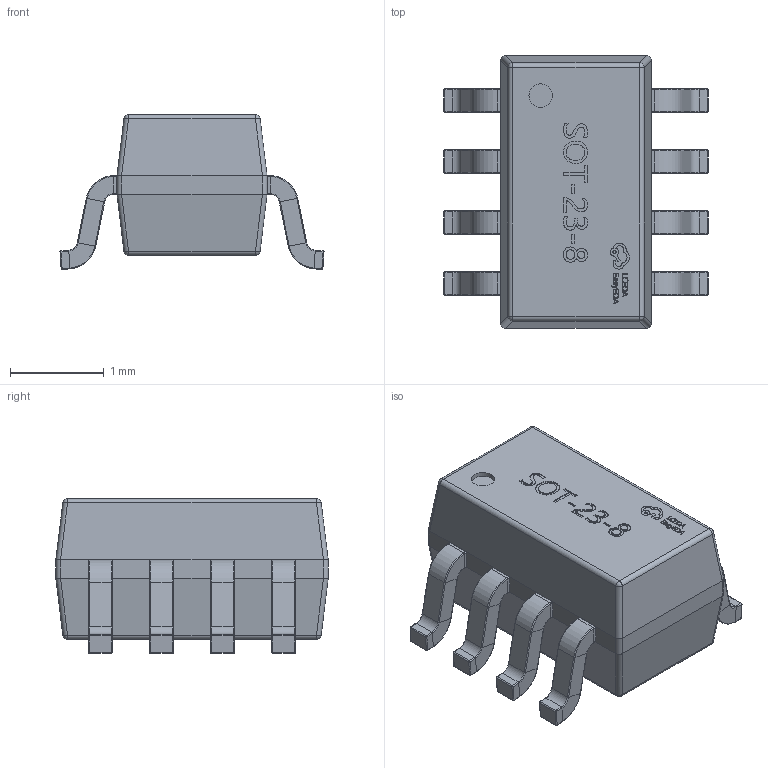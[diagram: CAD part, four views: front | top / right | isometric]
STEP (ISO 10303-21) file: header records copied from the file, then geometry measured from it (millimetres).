
FILE_DESCRIPTION (( 'STEP AP214' ), '1' );
FILE_NAME ('SOT-23-8_L2.9-W1.6-H1.5-LS2.8-P0.65.step', '2022-07-26T11:07:26', ( '' ), ( '' ), 'SwSTEP 2.0', 'SolidWorks 2020', '' );
FILE_SCHEMA (( 'AUTOMOTIVE_DESIGN' ));
Length unit declared in the file: millimetre
Products named in the file (1): SOT-23-8_L2.9-W1.6-H1.5-LS2.8-P0.65
Bounding box: 2.81 x 2.9 x 1.65 mm (x, y, z)
Volume: 6.9 mm3; surface area: 29.7 mm2
Topology: 22 solids, 22 shells, 839 faces, 1976 edges, 1184 vertices
Faces by surface type: plane 377, cylinder 182, bspline 168, torus 64, sphere 48
Entity records: 37282 total; most frequent: CARTESIAN_POINT 9800, ORIENTED_EDGE 3888, DIRECTION 3352, EDGE_CURVE 1944, VERTEX_POINT 1168, VECTOR 1152, LINE 1152, AXIS2_PLACEMENT_3D 1100
